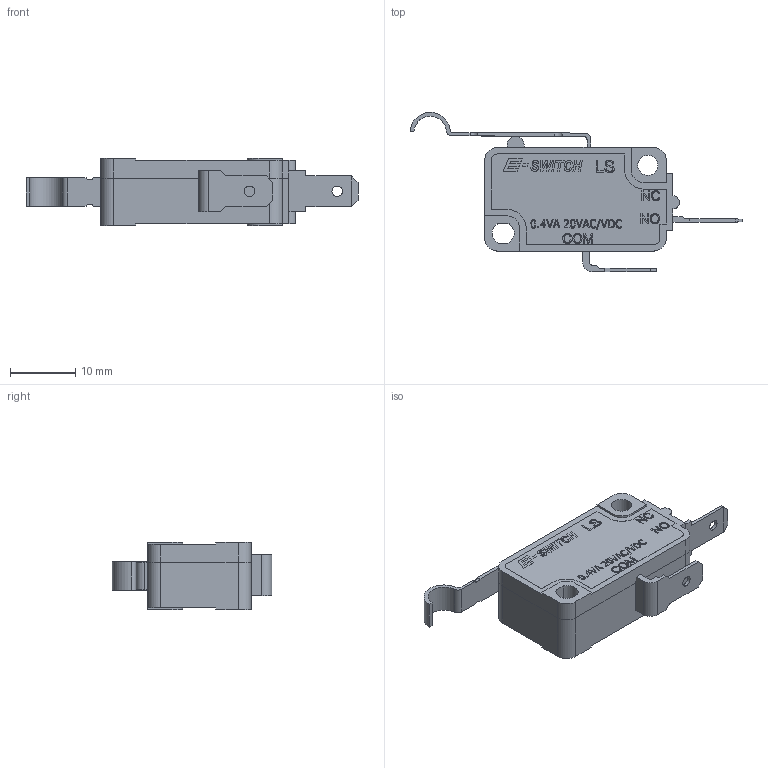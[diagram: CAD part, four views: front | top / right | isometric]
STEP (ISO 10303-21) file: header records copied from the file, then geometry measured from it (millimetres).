
FILE_DESCRIPTION(/* description */ (''),/* implementation_level */ '2;1');
FILE_NAME(/* name */ 'LS085R104F140C1C.stp',/* time_stamp */ '2025-05-23T10:44:58-05:00',/* author */ ('mroman'),/* organization */ (''),/* preprocessor_version */ 'ST-DEVELOPER v18.1',/* originating_system */ 'Autodesk Inventor 2022',/* authorisation */ '');
FILE_SCHEMA (('AUTOMOTIVE_DESIGN { 1 0 10303 214 3 1 1 }'));
Length unit declared in the file: centimetre
Products named in the file (1): LS085R104F140C1C
Bounding box: 50.94 x 24.44 x 10.3 mm (x, y, z)
Volume: 4367.8 mm3; surface area: 2689.4 mm2
Topology: 1 solids, 1 shells, 546 faces, 1478 edges, 975 vertices
Faces by surface type: plane 364, bspline 138, cylinder 44
Full cylindrical faces by diameter (mm): 1.6 x2, 3.1 x2
Entity records: 18743 total; most frequent: CARTESIAN_POINT 5816, ORIENTED_EDGE 2958, DIRECTION 2101, EDGE_CURVE 1479, LINE 1123, VECTOR 1123, VERTEX_POINT 975, EDGE_LOOP 596
